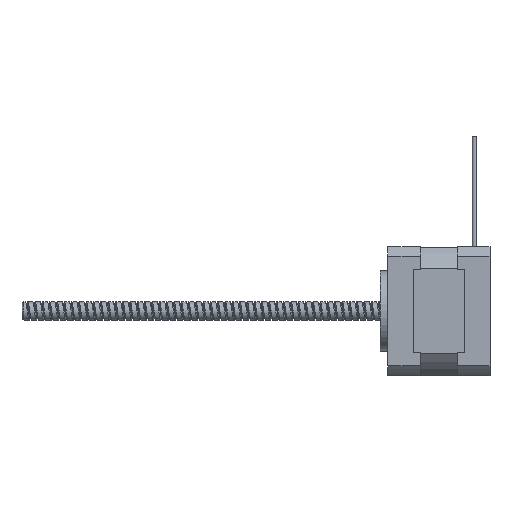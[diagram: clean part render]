
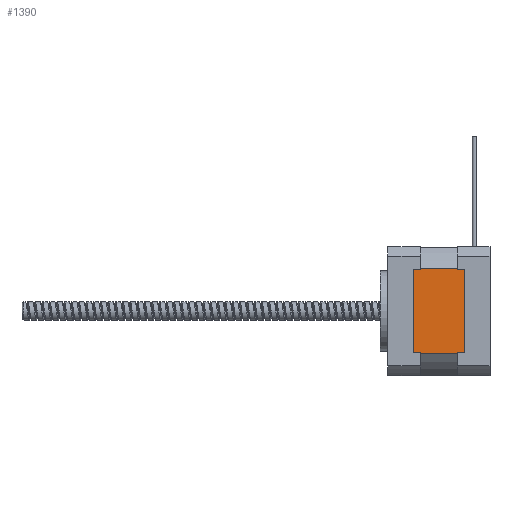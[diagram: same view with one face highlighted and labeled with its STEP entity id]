
A CAD part, left-side view. The second image highlights one B-rep face of the part: STEP entity #1390.
In plain terms, the highlighted planar face has unit normal (-1, 0, 0).
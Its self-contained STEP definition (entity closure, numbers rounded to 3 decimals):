
#102 = LINE ( 'NONE', #10459, #14371 ) ;
#109 = VECTOR ( 'NONE', #15139, 1000. ) ;
#1356 = AXIS2_PLACEMENT_3D ( 'NONE', #11898, #7418, #10460 ) ;
#1390 = ADVANCED_FACE ( 'NONE', ( #17739 ), #7510, .F. ) ;
#1573 = VERTEX_POINT ( 'NONE', #12270 ) ;
#2202 = LINE ( 'NONE', #8066, #109 ) ;
#2908 = CARTESIAN_POINT ( 'NONE',  ( -17.5, 0., -11.608 ) ) ;
#4914 = CARTESIAN_POINT ( 'NONE',  ( -17.5, 0., -17.5 ) ) ;
#4969 = CARTESIAN_POINT ( 'NONE',  ( -17.5, 0., -11.608 ) ) ;
#5015 = ORIENTED_EDGE ( 'NONE', *, *, #10896, .F. ) ;
#5250 = ORIENTED_EDGE ( 'NONE', *, *, #11177, .T. ) ;
#7418 = DIRECTION ( 'NONE',  ( 1., 0., 0. ) ) ;
#7510 = PLANE ( 'NONE',  #1356 ) ;
#7769 = EDGE_LOOP ( 'NONE', ( #15140, #5250, #5015, #9644 ) ) ;
#8066 = CARTESIAN_POINT ( 'NONE',  ( -17.5, 14., -17.5 ) ) ;
#8933 = VERTEX_POINT ( 'NONE', #15733 ) ;
#9094 = EDGE_CURVE ( 'NONE', #17500, #17075, #13239, .T. ) ;
#9190 = VECTOR ( 'NONE', #10734, 1000. ) ;
#9499 = EDGE_CURVE ( 'NONE', #17075, #1573, #2202, .T. ) ;
#9644 = ORIENTED_EDGE ( 'NONE', *, *, #9499, .F. ) ;
#10459 = CARTESIAN_POINT ( 'NONE',  ( -17.5, 0., 11.608 ) ) ;
#10460 = DIRECTION ( 'NONE',  ( 0., 0., -1. ) ) ;
#10553 = DIRECTION ( 'NONE',  ( 0., -1., 0. ) ) ;
#10734 = DIRECTION ( 'NONE',  ( 0., 0., 1. ) ) ;
#10896 = EDGE_CURVE ( 'NONE', #1573, #8933, #102, .T. ) ;
#11177 = EDGE_CURVE ( 'NONE', #17500, #8933, #12269, .T. ) ;
#11898 = CARTESIAN_POINT ( 'NONE',  ( -17.5, 14., -17.5 ) ) ;
#12269 = LINE ( 'NONE', #4914, #9190 ) ;
#12270 = CARTESIAN_POINT ( 'NONE',  ( -17.5, 14., 11.608 ) ) ;
#13239 = LINE ( 'NONE', #2908, #16643 ) ;
#14371 = VECTOR ( 'NONE', #10553, 1000. ) ;
#14864 = DIRECTION ( 'NONE',  ( 0., 1., 0. ) ) ;
#15139 = DIRECTION ( 'NONE',  ( 0., 0., 1. ) ) ;
#15140 = ORIENTED_EDGE ( 'NONE', *, *, #9094, .F. ) ;
#15733 = CARTESIAN_POINT ( 'NONE',  ( -17.5, 0., 11.608 ) ) ;
#16643 = VECTOR ( 'NONE', #14864, 1000. ) ;
#17075 = VERTEX_POINT ( 'NONE', #18646 ) ;
#17500 = VERTEX_POINT ( 'NONE', #4969 ) ;
#17739 = FACE_OUTER_BOUND ( 'NONE', #7769, .T. ) ;
#18646 = CARTESIAN_POINT ( 'NONE',  ( -17.5, 14., -11.608 ) ) ;
